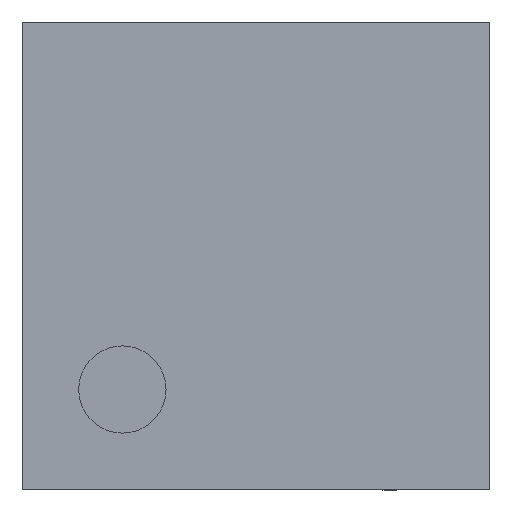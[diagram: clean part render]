
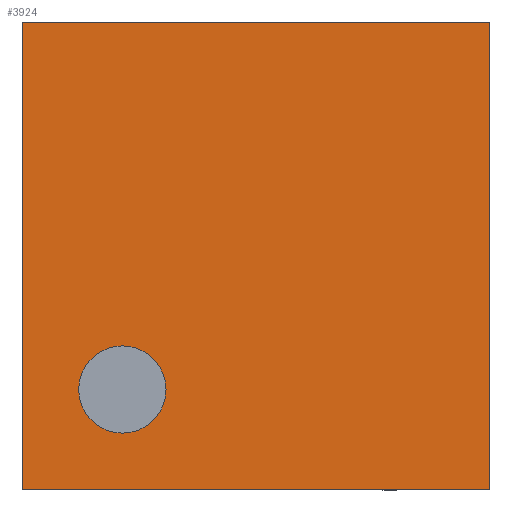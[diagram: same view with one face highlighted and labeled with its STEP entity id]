
A CAD part, top view. The second image highlights one B-rep face of the part: STEP entity #3924.
In plain terms, the highlighted planar face has unit normal (0, 0, 1).
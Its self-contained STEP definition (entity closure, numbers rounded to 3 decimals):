
#297 = VERTEX_POINT ( 'NONE', #4867 ) ;
#310 = AXIS2_PLACEMENT_3D ( 'NONE', #4668, #8925, #5303 ) ;
#343 = VECTOR ( 'NONE', #8153, 1000. ) ;
#515 = ORIENTED_EDGE ( 'NONE', *, *, #9026, .F. ) ;
#857 = CARTESIAN_POINT ( 'NONE',  ( 0., 0., 1. ) ) ;
#1027 = CARTESIAN_POINT ( 'NONE',  ( 0., -3.5, 1. ) ) ;
#1030 = DIRECTION ( 'NONE',  ( 0., 0., 1. ) ) ;
#1200 = ORIENTED_EDGE ( 'NONE', *, *, #1550, .F. ) ;
#1307 = CARTESIAN_POINT ( 'NONE',  ( 0.75, -2.75, 1. ) ) ;
#1352 = DIRECTION ( 'NONE',  ( 1., 0., 0. ) ) ;
#1424 = VECTOR ( 'NONE', #5811, 1000. ) ;
#1550 = EDGE_CURVE ( 'NONE', #8300, #4013, #2444, .T. ) ;
#1554 = LINE ( 'NONE', #857, #343 ) ;
#1670 = EDGE_CURVE ( 'NONE', #297, #5741, #7878, .T. ) ;
#1756 = LINE ( 'NONE', #1027, #2549 ) ;
#1826 = VECTOR ( 'NONE', #8540, 1000. ) ;
#2211 = ORIENTED_EDGE ( 'NONE', *, *, #1670, .T. ) ;
#2276 = CIRCLE ( 'NONE', #5482, 0.327 ) ;
#2367 = CARTESIAN_POINT ( 'NONE',  ( 0., -3.5, 1. ) ) ;
#2444 = CIRCLE ( 'NONE', #310, 0.327 ) ;
#2549 = VECTOR ( 'NONE', #3945, 1000. ) ;
#3195 = ORIENTED_EDGE ( 'NONE', *, *, #4098, .T. ) ;
#3320 = VERTEX_POINT ( 'NONE', #8867 ) ;
#3662 = EDGE_LOOP ( 'NONE', ( #515, #1200 ) ) ;
#3924 = ADVANCED_FACE ( 'NONE', ( #7596, #9063 ), #5494, .T. ) ;
#3945 = DIRECTION ( 'NONE',  ( 1., 0., 0. ) ) ;
#4013 = VERTEX_POINT ( 'NONE', #6507 ) ;
#4098 = EDGE_CURVE ( 'NONE', #4120, #297, #1554, .T. ) ;
#4120 = VERTEX_POINT ( 'NONE', #6258 ) ;
#4552 = LINE ( 'NONE', #8750, #1424 ) ;
#4658 = EDGE_CURVE ( 'NONE', #3320, #4120, #4552, .T. ) ;
#4668 = CARTESIAN_POINT ( 'NONE',  ( 0.75, -2.75, 1. ) ) ;
#4867 = CARTESIAN_POINT ( 'NONE',  ( 0., 0., 1. ) ) ;
#5097 = AXIS2_PLACEMENT_3D ( 'NONE', #6225, #1030, #8299 ) ;
#5218 = EDGE_CURVE ( 'NONE', #5741, #3320, #1756, .T. ) ;
#5303 = DIRECTION ( 'NONE',  ( 1., 0., 0. ) ) ;
#5482 = AXIS2_PLACEMENT_3D ( 'NONE', #1307, #8703, #1352 ) ;
#5494 = PLANE ( 'NONE',  #5097 ) ;
#5741 = VERTEX_POINT ( 'NONE', #2367 ) ;
#5811 = DIRECTION ( 'NONE',  ( 0., 1., 0. ) ) ;
#6064 = ORIENTED_EDGE ( 'NONE', *, *, #5218, .T. ) ;
#6225 = CARTESIAN_POINT ( 'NONE',  ( 0., 0., 1. ) ) ;
#6258 = CARTESIAN_POINT ( 'NONE',  ( 3.5, 0., 1. ) ) ;
#6507 = CARTESIAN_POINT ( 'NONE',  ( 1.077, -2.75, 1. ) ) ;
#7596 = FACE_BOUND ( 'NONE', #3662, .T. ) ;
#7610 = ORIENTED_EDGE ( 'NONE', *, *, #4658, .T. ) ;
#7878 = LINE ( 'NONE', #9186, #1826 ) ;
#8153 = DIRECTION ( 'NONE',  ( -1., 0., 0. ) ) ;
#8299 = DIRECTION ( 'NONE',  ( 1., 0., 0. ) ) ;
#8300 = VERTEX_POINT ( 'NONE', #8658 ) ;
#8540 = DIRECTION ( 'NONE',  ( 0., -1., 0. ) ) ;
#8658 = CARTESIAN_POINT ( 'NONE',  ( 0.423, -2.75, 1. ) ) ;
#8703 = DIRECTION ( 'NONE',  ( 0., 0., 1. ) ) ;
#8750 = CARTESIAN_POINT ( 'NONE',  ( 3.5, 0., 1. ) ) ;
#8768 = EDGE_LOOP ( 'NONE', ( #2211, #6064, #7610, #3195 ) ) ;
#8867 = CARTESIAN_POINT ( 'NONE',  ( 3.5, -3.5, 1. ) ) ;
#8925 = DIRECTION ( 'NONE',  ( 0., 0., 1. ) ) ;
#9026 = EDGE_CURVE ( 'NONE', #4013, #8300, #2276, .T. ) ;
#9063 = FACE_OUTER_BOUND ( 'NONE', #8768, .T. ) ;
#9186 = CARTESIAN_POINT ( 'NONE',  ( 0., 0., 1. ) ) ;
